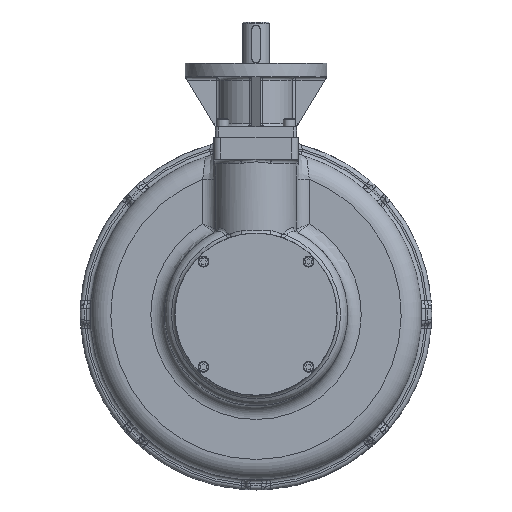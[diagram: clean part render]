
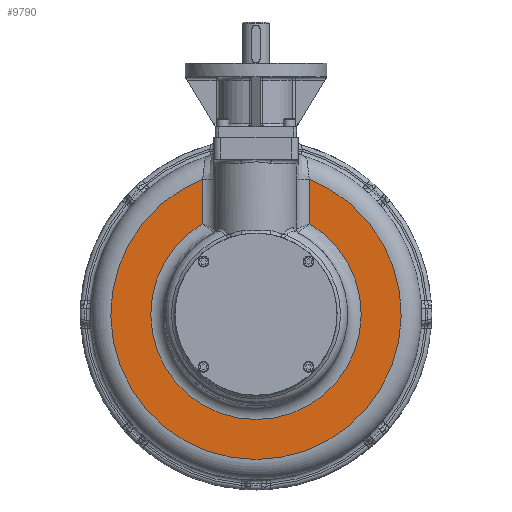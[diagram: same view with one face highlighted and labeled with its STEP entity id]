
A CAD part, top view. The second image highlights one B-rep face of the part: STEP entity #9790.
In plain terms, the highlighted planar face has unit normal (0, 0, 1).
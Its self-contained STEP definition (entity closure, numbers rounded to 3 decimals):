
#747=PLANE('',#14189);
#1275=LINE('',#29628,#1806);
#1278=LINE('',#29636,#1809);
#1806=VECTOR('',#17015,1000.);
#1809=VECTOR('',#17026,1000.);
#4352=ORIENTED_EDGE('',*,*,#5919,.T.);
#4353=ORIENTED_EDGE('',*,*,#5917,.T.);
#4354=ORIENTED_EDGE('',*,*,#5927,.T.);
#4355=ORIENTED_EDGE('',*,*,#5922,.T.);
#5917=EDGE_CURVE('',#6851,#6853,#1275,.F.);
#5919=EDGE_CURVE('',#6828,#6851,#7488,.T.);
#5922=EDGE_CURVE('',#6856,#6828,#1278,.T.);
#5927=EDGE_CURVE('',#6853,#6856,#7491,.F.);
#6828=VERTEX_POINT('',#28792);
#6851=VERTEX_POINT('',#29422);
#6853=VERTEX_POINT('',#29619);
#6856=VERTEX_POINT('',#29637);
#7488=CIRCLE('',#14181,155.789);
#7491=CIRCLE('',#14186,215.);
#8247=EDGE_LOOP('',(#4352,#4353,#4354,#4355));
#9021=FACE_BOUND('',#8247,.T.);
#9790=ADVANCED_FACE('',(#9021),#747,.F.);
#14181=AXIS2_PLACEMENT_3D('',#29631,#17019,#17020);
#14186=AXIS2_PLACEMENT_3D('',#29826,#17031,#17032);
#14189=AXIS2_PLACEMENT_3D('',#29831,#17039,#17040);
#17015=DIRECTION('',(0.,-1.,0.));
#17019=DIRECTION('',(0.,0.,-1.));
#17020=DIRECTION('',(1.,0.,0.));
#17026=DIRECTION('',(0.,-1.,0.));
#17031=DIRECTION('',(0.,0.,-1.));
#17032=DIRECTION('',(1.,0.,0.));
#17039=DIRECTION('',(0.,0.,-1.));
#17040=DIRECTION('',(1.,0.,0.));
#28792=CARTESIAN_POINT('',(79.26,-102.355,-3.3));
#29422=CARTESIAN_POINT('',(-79.26,-102.355,-3.3));
#29619=CARTESIAN_POINT('',(-79.26,-36.618,-3.3));
#29628=CARTESIAN_POINT('',(-79.26,-30.31,-3.3));
#29631=CARTESIAN_POINT('',(0.,-236.475,-3.3));
#29636=CARTESIAN_POINT('',(79.26,-114.391,-3.3));
#29637=CARTESIAN_POINT('',(79.26,-36.618,-3.3));
#29826=CARTESIAN_POINT('',(0.,-236.475,-3.3));
#29831=CARTESIAN_POINT('',(0.,-236.475,-3.3));
